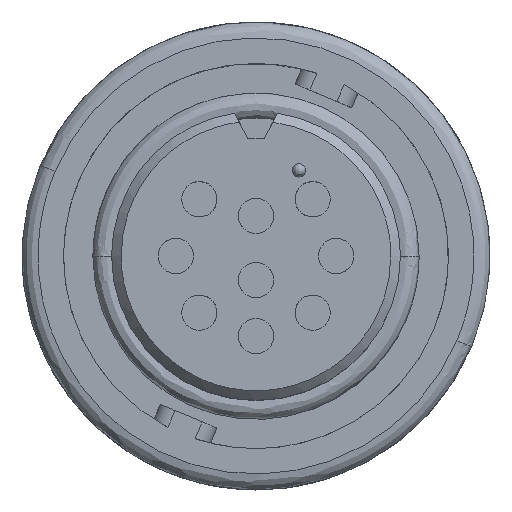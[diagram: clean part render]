
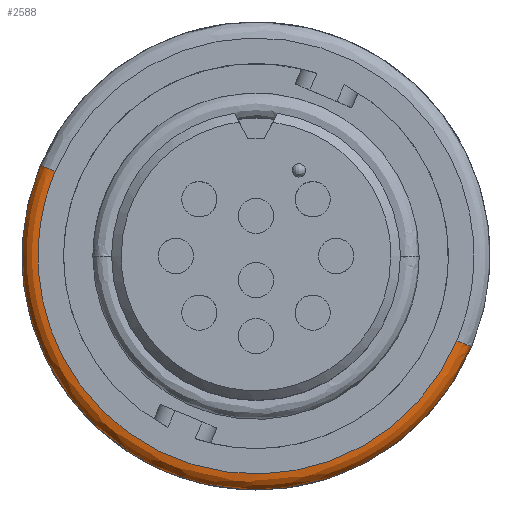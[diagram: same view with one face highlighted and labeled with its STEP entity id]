
A CAD part, top view. The second image highlights one B-rep face of the part: STEP entity #2588.
In plain terms, the highlighted free-form (B-spline) face has degree [3, 3] with [4, 4] control points.
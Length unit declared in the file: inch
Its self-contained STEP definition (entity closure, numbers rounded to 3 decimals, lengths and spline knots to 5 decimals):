
#1445 = CARTESIAN_POINT ( 'NONE',  ( -0.37558, 0.1581, -0.003 ) ) ;
#1446 = CARTESIAN_POINT ( 'NONE',  ( -0.69177, -0.59307, -0.003 ) ) ;
#1447 = CARTESIAN_POINT ( 'NONE',  ( 0.05939, -0.90926, -0.003 ) ) ;
#1448 = CARTESIAN_POINT ( 'NONE',  ( 0.37558, -0.1581, -0.003 ) ) ;
#1531 = DIRECTION ( 'NONE',  ( -0.922, 0.388, 0. ) ) ;
#1532 = DIRECTION ( 'NONE',  ( -0.388, -0.922, 0. ) ) ;
#1533 = CARTESIAN_POINT ( 'NONE',  ( -0.37558, 0.1581, -0.033 ) ) ;
#1635 =( BOUNDED_CURVE ( )  B_SPLINE_CURVE ( 3, ( #1448, #1447, #1446, #1445 ),
 .UNSPECIFIED., .F., .F. ) 
 B_SPLINE_CURVE_WITH_KNOTS ( ( 4, 4 ),
 ( 0., 1. ),
 .UNSPECIFIED. ) 
 CURVE ( )  GEOMETRIC_REPRESENTATION_ITEM ( )  RATIONAL_B_SPLINE_CURVE ( ( 1., 0.333, 0.333, 1. ) ) 
 REPRESENTATION_ITEM ( '' )  );
#2588 = ADVANCED_FACE ( 'NONE', ( #6313 ), #11860, .T. ) ;
#2981 = EDGE_CURVE ( 'NONE', #22128, #22152, #3123, .T. ) ;
#3001 = EDGE_CURVE ( 'NONE', #22122, #22142, #3131, .T. ) ;
#3011 = EDGE_CURVE ( 'NONE', #22128, #22122, #1635, .T. ) ;
#3038 = EDGE_CURVE ( 'NONE', #22142, #22152, #3143, .T. ) ;
#3123 = CIRCLE ( 'NONE', #20242, 0.03 ) ;
#3131 = CIRCLE ( 'NONE', #20219, 0.03 ) ;
#3143 = CIRCLE ( 'NONE', #20181, 0.4375 ) ;
#6313 = FACE_OUTER_BOUND ( 'NONE', #9736, .T. ) ;
#9736 = EDGE_LOOP ( 'NONE', ( #21732, #21880, #22183, #21746 ) ) ;
#11860 =( BOUNDED_SURFACE ( )  B_SPLINE_SURFACE ( 3, 3, ( 
 ( #18802, #18804, #18805, #18806 ),
 ( #19260, #19258, #19217, #19215 ),
 ( #19212, #19210, #19209, #19208 ),
 ( #18821, #18823, #18826, #18828 ) ),
 .UNSPECIFIED., .F., .F., .T. ) 
 B_SPLINE_SURFACE_WITH_KNOTS ( ( 4, 4 ),
 ( 4, 4 ),
 ( 0., 1. ),
 ( 0., 1. ),
 .UNSPECIFIED. ) 
 GEOMETRIC_REPRESENTATION_ITEM ( )  RATIONAL_B_SPLINE_SURFACE ( (
 ( 1., 0.333, 0.333, 1.),
 ( 0.805, 0.268, 0.268, 0.805),
 ( 0.805, 0.268, 0.268, 0.805),
 ( 1., 0.333, 0.333, 1.) ) ) 
 REPRESENTATION_ITEM ( '' )  SURFACE ( )  );
#18231 = DIRECTION ( 'NONE',  ( 0.922, -0.388, 0. ) ) ;
#18232 = DIRECTION ( 'NONE',  ( 0., 0., 1. ) ) ;
#18233 = CARTESIAN_POINT ( 'NONE',  ( 0., 0., -0.033 ) ) ;
#18694 = CARTESIAN_POINT ( 'NONE',  ( -0.37558, 0.1581, -0.003 ) ) ;
#18700 = CARTESIAN_POINT ( 'NONE',  ( 0.37558, -0.1581, -0.003 ) ) ;
#18714 = CARTESIAN_POINT ( 'NONE',  ( -0.40323, 0.16973, -0.033 ) ) ;
#18723 = CARTESIAN_POINT ( 'NONE',  ( 0.40323, -0.16973, -0.033 ) ) ;
#18802 = CARTESIAN_POINT ( 'NONE',  ( -0.37558, 0.1581, -0.003 ) ) ;
#18804 = CARTESIAN_POINT ( 'NONE',  ( -0.69177, -0.59307, -0.003 ) ) ;
#18805 = CARTESIAN_POINT ( 'NONE',  ( 0.05939, -0.90926, -0.003 ) ) ;
#18806 = CARTESIAN_POINT ( 'NONE',  ( 0.37558, -0.1581, -0.003 ) ) ;
#18821 = CARTESIAN_POINT ( 'NONE',  ( -0.40323, 0.16973, -0.033 ) ) ;
#18823 = CARTESIAN_POINT ( 'NONE',  ( -0.7427, -0.63673, -0.033 ) ) ;
#18826 = CARTESIAN_POINT ( 'NONE',  ( 0.06376, -0.9762, -0.033 ) ) ;
#18828 = CARTESIAN_POINT ( 'NONE',  ( 0.40323, -0.16973, -0.033 ) ) ;
#19208 = CARTESIAN_POINT ( 'NONE',  ( 0.40323, -0.16973, -0.01543 ) ) ;
#19209 = CARTESIAN_POINT ( 'NONE',  ( 0.06376, -0.9762, -0.01543 ) ) ;
#19210 = CARTESIAN_POINT ( 'NONE',  ( -0.7427, -0.63673, -0.01543 ) ) ;
#19212 = CARTESIAN_POINT ( 'NONE',  ( -0.40323, 0.16973, -0.01543 ) ) ;
#19215 = CARTESIAN_POINT ( 'NONE',  ( 0.39178, -0.16491, -0.003 ) ) ;
#19217 = CARTESIAN_POINT ( 'NONE',  ( 0.06195, -0.94847, -0.003 ) ) ;
#19258 = CARTESIAN_POINT ( 'NONE',  ( -0.72161, -0.61865, -0.003 ) ) ;
#19260 = CARTESIAN_POINT ( 'NONE',  ( -0.39178, 0.16491, -0.003 ) ) ;
#20181 = AXIS2_PLACEMENT_3D ( 'NONE', #18233, #18232, #18231 ) ;
#20219 = AXIS2_PLACEMENT_3D ( 'NONE', #1533, #1532, #1531 ) ;
#20242 = AXIS2_PLACEMENT_3D ( 'NONE', #21135, #21134, #21133 ) ;
#21133 = DIRECTION ( 'NONE',  ( 0.922, -0.388, 0. ) ) ;
#21134 = DIRECTION ( 'NONE',  ( 0.388, 0.922, 0. ) ) ;
#21135 = CARTESIAN_POINT ( 'NONE',  ( 0.37558, -0.1581, -0.033 ) ) ;
#21732 = ORIENTED_EDGE ( 'NONE', *, *, #3011, .T. ) ;
#21746 = ORIENTED_EDGE ( 'NONE', *, *, #2981, .F. ) ;
#21880 = ORIENTED_EDGE ( 'NONE', *, *, #3001, .T. ) ;
#22122 = VERTEX_POINT ( 'NONE', #18694 ) ;
#22128 = VERTEX_POINT ( 'NONE', #18700 ) ;
#22142 = VERTEX_POINT ( 'NONE', #18714 ) ;
#22152 = VERTEX_POINT ( 'NONE', #18723 ) ;
#22183 = ORIENTED_EDGE ( 'NONE', *, *, #3038, .T. ) ;
